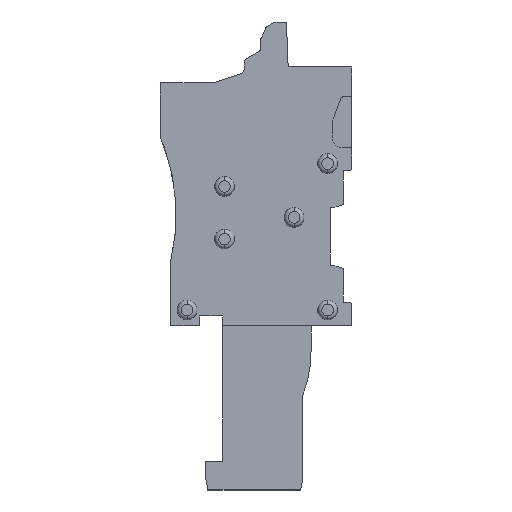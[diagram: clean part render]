
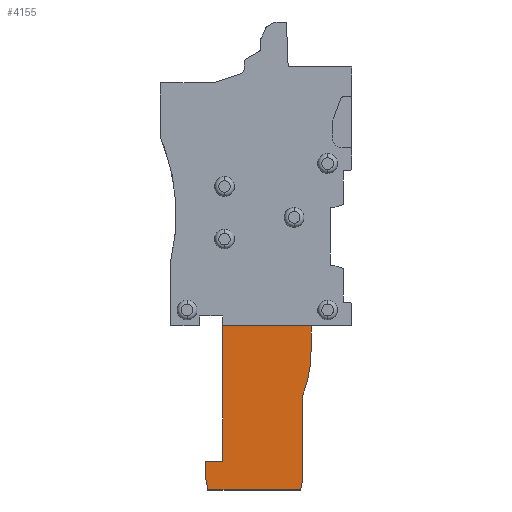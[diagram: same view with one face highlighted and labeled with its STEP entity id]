
A CAD part, left-side view. The second image highlights one B-rep face of the part: STEP entity #4155.
In plain terms, the highlighted planar face has unit normal (-1, 0, 0).
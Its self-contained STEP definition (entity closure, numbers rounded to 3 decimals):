
#193=AXIS2_PLACEMENT_3D('Circle Axis2P3D',#191,#192,$) ;
#4139=AXIS2_PLACEMENT_3D('Plane Axis2P3D',#4136,#4137,#4138) ;
#144=CARTESIAN_POINT('Vertex',(1.9,3.726,0.961)) ;
#147=CARTESIAN_POINT('Line Origine',(1.9,3.762,0.757)) ;
#151=CARTESIAN_POINT('Vertex',(1.9,3.798,0.554)) ;
#184=CARTESIAN_POINT('Vertex',(1.9,3.818,0.439)) ;
#191=CARTESIAN_POINT('Axis2P3D Location',(1.9,4.396,0.6)) ;
#205=CARTESIAN_POINT('Line Origine',(1.9,3.857,0.22)) ;
#209=CARTESIAN_POINT('Vertex',(1.9,3.895,0.)) ;
#230=CARTESIAN_POINT('Line Origine',(1.9,7.43,0.)) ;
#234=CARTESIAN_POINT('Vertex',(1.9,10.965,0.)) ;
#254=CARTESIAN_POINT('Line Origine',(1.9,11.057,0.526)) ;
#258=CARTESIAN_POINT('Vertex',(1.9,11.15,1.051)) ;
#282=CARTESIAN_POINT('Vertex',(1.9,11.15,2.2)) ;
#285=CARTESIAN_POINT('Line Origine',(1.9,11.15,1.626)) ;
#302=CARTESIAN_POINT('Line Origine',(1.9,10.5,2.2)) ;
#306=CARTESIAN_POINT('Vertex',(1.9,9.85,2.2)) ;
#326=CARTESIAN_POINT('Line Origine',(1.9,9.85,7.35)) ;
#330=CARTESIAN_POINT('Vertex',(1.9,9.85,12.5)) ;
#434=CARTESIAN_POINT('Vertex',(1.9,3.1,12.5)) ;
#437=CARTESIAN_POINT('Line Origine',(1.9,3.1,11.594)) ;
#441=CARTESIAN_POINT('Vertex',(1.9,3.1,10.687)) ;
#467=CARTESIAN_POINT('Control Point',(1.9,3.726,7.214)) ;
#468=CARTESIAN_POINT('Control Point',(1.9,3.313,8.322)) ;
#469=CARTESIAN_POINT('Control Point',(1.9,3.1,9.505)) ;
#470=CARTESIAN_POINT('Control Point',(1.9,3.1,10.687)) ;
#471=CARTESIAN_POINT('Vertex',(1.9,3.726,7.214)) ;
#491=CARTESIAN_POINT('Line Origine',(1.9,3.726,4.087)) ;
#1625=CARTESIAN_POINT('Line Origine',(1.9,6.475,12.5)) ;
#4136=CARTESIAN_POINT('Axis2P3D Location',(1.9,7.1,12.5)) ;
#148=DIRECTION('Vector Direction',(0.,0.174,-0.985)) ;
#192=DIRECTION('Axis2P3D Direction',(-1.,0.,0.)) ;
#206=DIRECTION('Vector Direction',(0.,0.174,-0.985)) ;
#231=DIRECTION('Vector Direction',(0.,1.,0.)) ;
#255=DIRECTION('Vector Direction',(0.,-0.174,-0.985)) ;
#286=DIRECTION('Vector Direction',(0.,0.,-1.)) ;
#303=DIRECTION('Vector Direction',(0.,-1.,0.)) ;
#327=DIRECTION('Vector Direction',(0.,0.,-1.)) ;
#438=DIRECTION('Vector Direction',(0.,0.,-1.)) ;
#492=DIRECTION('Vector Direction',(0.,0.,-1.)) ;
#1626=DIRECTION('Vector Direction',(0.,1.,0.)) ;
#4137=DIRECTION('Axis2P3D Direction',(-1.,0.,0.)) ;
#4138=DIRECTION('Axis2P3D XDirection',(0.,0.,-1.)) ;
#149=VECTOR('Line Direction',#148,1.) ;
#207=VECTOR('Line Direction',#206,1.) ;
#232=VECTOR('Line Direction',#231,1.) ;
#256=VECTOR('Line Direction',#255,1.) ;
#287=VECTOR('Line Direction',#286,1.) ;
#304=VECTOR('Line Direction',#303,1.) ;
#328=VECTOR('Line Direction',#327,1.) ;
#439=VECTOR('Line Direction',#438,1.) ;
#493=VECTOR('Line Direction',#492,1.) ;
#1627=VECTOR('Line Direction',#1626,1.) ;
#4142=ORIENTED_EDGE('',*,*,#236,.F.) ;
#4143=ORIENTED_EDGE('',*,*,#211,.F.) ;
#4144=ORIENTED_EDGE('',*,*,#195,.T.) ;
#4145=ORIENTED_EDGE('',*,*,#153,.F.) ;
#4146=ORIENTED_EDGE('',*,*,#495,.F.) ;
#4147=ORIENTED_EDGE('',*,*,#473,.T.) ;
#4148=ORIENTED_EDGE('',*,*,#443,.F.) ;
#4149=ORIENTED_EDGE('',*,*,#1629,.T.) ;
#4150=ORIENTED_EDGE('',*,*,#332,.T.) ;
#4151=ORIENTED_EDGE('',*,*,#308,.F.) ;
#4152=ORIENTED_EDGE('',*,*,#289,.T.) ;
#4153=ORIENTED_EDGE('',*,*,#260,.T.) ;
#4155=ADVANCED_FACE('GHDE_ZP2-5',(#4154),#4140,.T.) ;
#466=B_SPLINE_CURVE_WITH_KNOTS('',3,(#467,#468,#469,#470),.UNSPECIFIED.,.F.,.U.,(4,4),(0.,5.018),.UNSPECIFIED.) ;
#194=CIRCLE('generated circle',#193,0.6) ;
#153=EDGE_CURVE('',#145,#152,#150,.T.) ;
#195=EDGE_CURVE('',#185,#152,#194,.T.) ;
#211=EDGE_CURVE('',#185,#210,#208,.T.) ;
#236=EDGE_CURVE('',#210,#235,#233,.T.) ;
#260=EDGE_CURVE('',#259,#235,#257,.T.) ;
#289=EDGE_CURVE('',#283,#259,#288,.T.) ;
#308=EDGE_CURVE('',#283,#307,#305,.T.) ;
#332=EDGE_CURVE('',#331,#307,#329,.T.) ;
#443=EDGE_CURVE('',#435,#442,#440,.T.) ;
#473=EDGE_CURVE('',#472,#442,#466,.T.) ;
#495=EDGE_CURVE('',#472,#145,#494,.T.) ;
#1629=EDGE_CURVE('',#435,#331,#1628,.T.) ;
#4141=EDGE_LOOP('',(#4142,#4143,#4144,#4145,#4146,#4147,#4148,#4149,#4150,#4151,#4152,#4153)) ;
#4154=FACE_OUTER_BOUND('',#4141,.T.) ;
#150=LINE('Line',#147,#149) ;
#208=LINE('Line',#205,#207) ;
#233=LINE('Line',#230,#232) ;
#257=LINE('Line',#254,#256) ;
#288=LINE('Line',#285,#287) ;
#305=LINE('Line',#302,#304) ;
#329=LINE('Line',#326,#328) ;
#440=LINE('Line',#437,#439) ;
#494=LINE('Line',#491,#493) ;
#1628=LINE('Line',#1625,#1627) ;
#4140=PLANE('',#4139) ;
#145=VERTEX_POINT('',#144) ;
#152=VERTEX_POINT('',#151) ;
#185=VERTEX_POINT('',#184) ;
#210=VERTEX_POINT('',#209) ;
#235=VERTEX_POINT('',#234) ;
#259=VERTEX_POINT('',#258) ;
#283=VERTEX_POINT('',#282) ;
#307=VERTEX_POINT('',#306) ;
#331=VERTEX_POINT('',#330) ;
#435=VERTEX_POINT('',#434) ;
#442=VERTEX_POINT('',#441) ;
#472=VERTEX_POINT('',#471) ;
